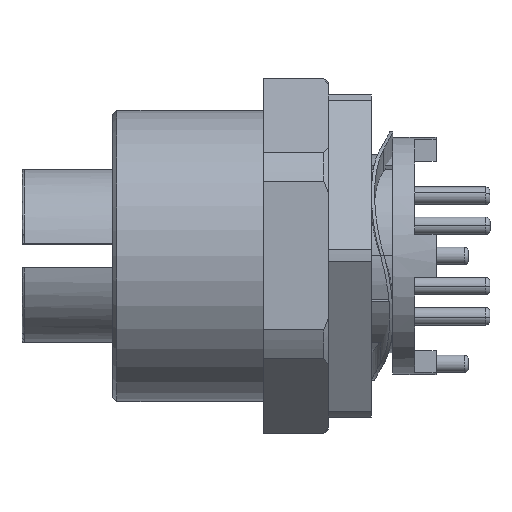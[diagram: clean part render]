
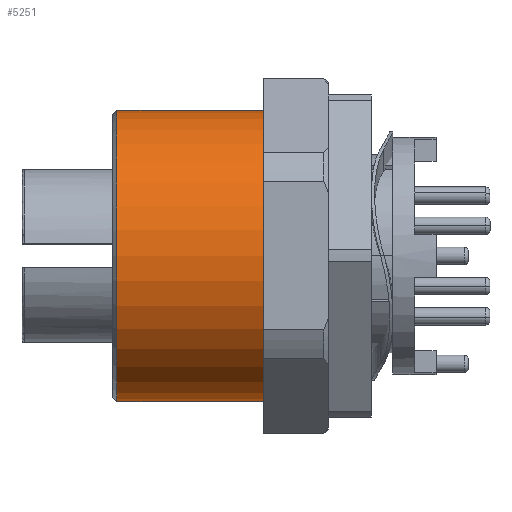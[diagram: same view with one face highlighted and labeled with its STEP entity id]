
A CAD part, top view. The second image highlights one B-rep face of the part: STEP entity #5251.
In plain terms, the highlighted cylindrical face has radius 6.75 mm (diameter 13.5 mm), a partial arc.
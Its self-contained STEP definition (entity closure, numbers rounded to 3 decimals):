
#226 = CARTESIAN_POINT ( 'NONE',  ( 0., 0., 0. ) ) ;
#341 = LINE ( 'NONE', #9495, #8634 ) ;
#580 = CARTESIAN_POINT ( 'NONE',  ( 0., 0., -6.75 ) ) ;
#1918 = EDGE_CURVE ( 'NONE', #14616, #20050, #12402, .T. ) ;
#2259 = DIRECTION ( 'NONE',  ( -1., 0., 0. ) ) ;
#2837 = CIRCLE ( 'NONE', #21588, 6.75 ) ;
#3021 = CARTESIAN_POINT ( 'NONE',  ( 9.8, 0., 6.75 ) ) ;
#3383 = DIRECTION ( 'NONE',  ( 0., 0., 1. ) ) ;
#3478 = ORIENTED_EDGE ( 'NONE', *, *, #1918, .T. ) ;
#3845 = CARTESIAN_POINT ( 'NONE',  ( 9.8, 0., -6.75 ) ) ;
#5251 = ADVANCED_FACE ( 'NONE', ( #14423 ), #5384, .T. ) ;
#5384 = CYLINDRICAL_SURFACE ( 'NONE', #21611, 6.75 ) ;
#5728 = DIRECTION ( 'NONE',  ( -1., 0., 0. ) ) ;
#6043 = CARTESIAN_POINT ( 'NONE',  ( 3., 0., 6.75 ) ) ;
#6086 = DIRECTION ( 'NONE',  ( -1., 0., 0. ) ) ;
#8386 = ORIENTED_EDGE ( 'NONE', *, *, #22640, .T. ) ;
#8634 = VECTOR ( 'NONE', #9262, 1000. ) ;
#9262 = DIRECTION ( 'NONE',  ( -1., 0., 0. ) ) ;
#9420 = CARTESIAN_POINT ( 'NONE',  ( 9.8, 0., 0. ) ) ;
#9495 = CARTESIAN_POINT ( 'NONE',  ( 0., 0., 6.75 ) ) ;
#9984 = VERTEX_POINT ( 'NONE', #6043 ) ;
#10422 = DIRECTION ( 'NONE',  ( -1., 0., 0. ) ) ;
#11257 = LINE ( 'NONE', #580, #23099 ) ;
#12389 = ORIENTED_EDGE ( 'NONE', *, *, #14350, .F. ) ;
#12402 = CIRCLE ( 'NONE', #19141, 6.75 ) ;
#14104 = EDGE_CURVE ( 'NONE', #14616, #22938, #11257, .T. ) ;
#14350 = EDGE_CURVE ( 'NONE', #22938, #9984, #2837, .T. ) ;
#14423 = FACE_OUTER_BOUND ( 'NONE', #17859, .T. ) ;
#14616 = VERTEX_POINT ( 'NONE', #3845 ) ;
#16426 = CARTESIAN_POINT ( 'NONE',  ( 3., 0., -6.75 ) ) ;
#16687 = DIRECTION ( 'NONE',  ( 0., 0., 1. ) ) ;
#17859 = EDGE_LOOP ( 'NONE', ( #20320, #3478, #8386, #12389 ) ) ;
#19141 = AXIS2_PLACEMENT_3D ( 'NONE', #9420, #2259, #16687 ) ;
#19826 = DIRECTION ( 'NONE',  ( 0., 0., 1. ) ) ;
#20050 = VERTEX_POINT ( 'NONE', #3021 ) ;
#20320 = ORIENTED_EDGE ( 'NONE', *, *, #14104, .F. ) ;
#21223 = CARTESIAN_POINT ( 'NONE',  ( 3., 0., 0. ) ) ;
#21588 = AXIS2_PLACEMENT_3D ( 'NONE', #21223, #10422, #3383 ) ;
#21611 = AXIS2_PLACEMENT_3D ( 'NONE', #226, #5728, #19826 ) ;
#22640 = EDGE_CURVE ( 'NONE', #20050, #9984, #341, .T. ) ;
#22938 = VERTEX_POINT ( 'NONE', #16426 ) ;
#23099 = VECTOR ( 'NONE', #6086, 1000. ) ;
